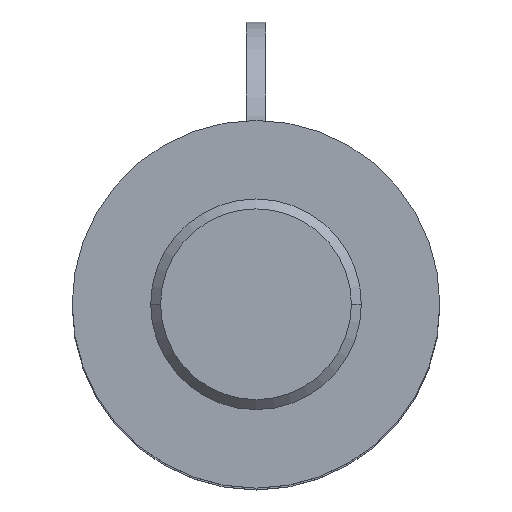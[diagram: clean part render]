
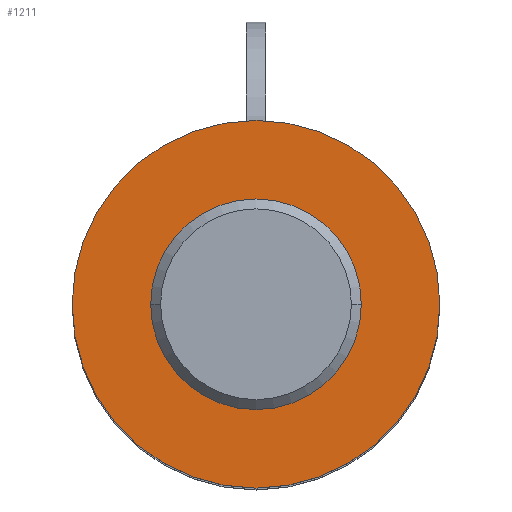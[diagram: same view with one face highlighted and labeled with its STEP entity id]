
A CAD part, top view. The second image highlights one B-rep face of the part: STEP entity #1211.
In plain terms, the highlighted planar face has unit normal (0, 0, 1).
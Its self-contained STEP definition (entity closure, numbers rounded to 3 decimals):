
#4 = EDGE_CURVE ( 'Defeatured_0_4+Defeatured_0_5+Defeatured_0_5+Defeatured_0_5', #171, #885, #398, .T. ) ;
#8 = CARTESIAN_POINT ( 'NONE',  ( 0., 0., -5. ) ) ;
#19 = EDGE_CURVE ( 'Defeatured_0_4+Defeatured_0_5+Defeatured_0_5+Defeatured_0_5', #885, #171, #309, .T. ) ;
#72 = CARTESIAN_POINT ( 'NONE',  ( 0., 0., -5. ) ) ;
#91 = EDGE_CURVE ( 'Defeatured_0_3+Defeatured_0_4+Defeatured_0_4+Defeatured_0_4', #315, #579, #1144, .T. ) ;
#106 = DIRECTION ( 'NONE',  ( -1., 0., 0. ) ) ;
#145 = ORIENTED_EDGE ( 'NONE', *, *, #4, .T. ) ;
#160 = CARTESIAN_POINT ( 'NONE',  ( 0., 0., -5. ) ) ;
#171 = VERTEX_POINT ( 'NONE', #714 ) ;
#187 = DIRECTION ( 'NONE',  ( -1., 0., 0. ) ) ;
#243 = ORIENTED_EDGE ( 'NONE', *, *, #1095, .F. ) ;
#262 = DIRECTION ( 'NONE',  ( -1., 0., 0. ) ) ;
#305 = DIRECTION ( 'NONE',  ( 0., 0., -1. ) ) ;
#309 = CIRCLE ( 'NONE', #939, 53. ) ;
#315 = VERTEX_POINT ( 'NONE', #526 ) ;
#338 = FACE_BOUND ( 'NONE', #409, .T. ) ;
#398 = CIRCLE ( 'NONE', #993, 53. ) ;
#409 = EDGE_LOOP ( 'NONE', ( #145, #867 ) ) ;
#475 = CARTESIAN_POINT ( 'NONE',  ( 0., 53., -5. ) ) ;
#526 = CARTESIAN_POINT ( 'NONE',  ( 92.5, 0., -5. ) ) ;
#549 = DIRECTION ( 'NONE',  ( -1., 0., 0. ) ) ;
#554 = CARTESIAN_POINT ( 'NONE',  ( -92.5, 0., -5. ) ) ;
#579 = VERTEX_POINT ( 'NONE', #554 ) ;
#608 = AXIS2_PLACEMENT_3D ( 'NONE', #941, #1036, #262 ) ;
#643 = DIRECTION ( 'NONE',  ( 0., 0., -1. ) ) ;
#650 = DIRECTION ( 'NONE',  ( 0., 0., -1. ) ) ;
#714 = CARTESIAN_POINT ( 'NONE',  ( -53., 0., -5. ) ) ;
#867 = ORIENTED_EDGE ( 'NONE', *, *, #19, .T. ) ;
#876 = FACE_OUTER_BOUND ( 'NONE', #1205, .T. ) ;
#885 = VERTEX_POINT ( 'NONE', #1213 ) ;
#921 = AXIS2_PLACEMENT_3D ( 'NONE', #8, #305, #106 ) ;
#939 = AXIS2_PLACEMENT_3D ( 'NONE', #160, #643, #1189 ) ;
#941 = CARTESIAN_POINT ( 'NONE',  ( 0., 0., -5. ) ) ;
#960 = PLANE ( 'NONE',  #1140 ) ;
#963 = ORIENTED_EDGE ( 'NONE', *, *, #91, .F. ) ;
#993 = AXIS2_PLACEMENT_3D ( 'NONE', #72, #650, #549 ) ;
#1036 = DIRECTION ( 'NONE',  ( 0., 0., -1. ) ) ;
#1046 = CIRCLE ( 'NONE', #608, 92.5 ) ;
#1095 = EDGE_CURVE ( 'Defeatured_0_3+Defeatured_0_4+Defeatured_0_4+Defeatured_0_4', #579, #315, #1046, .T. ) ;
#1140 = AXIS2_PLACEMENT_3D ( 'NONE', #475, #1241, #187 ) ;
#1144 = CIRCLE ( 'NONE', #921, 92.5 ) ;
#1189 = DIRECTION ( 'NONE',  ( -1., 0., 0. ) ) ;
#1205 = EDGE_LOOP ( 'NONE', ( #963, #243 ) ) ;
#1211 = ADVANCED_FACE ( 'Defeatured_0_4', ( #876, #338 ), #960, .F. ) ;
#1213 = CARTESIAN_POINT ( 'NONE',  ( 53., 0., -5. ) ) ;
#1241 = DIRECTION ( 'NONE',  ( 0., 0., -1. ) ) ;
